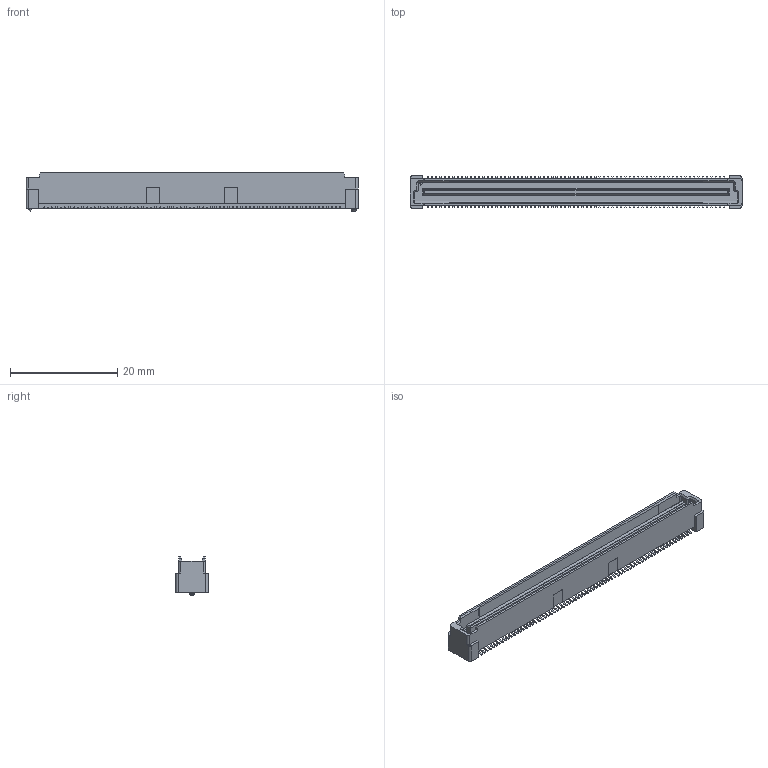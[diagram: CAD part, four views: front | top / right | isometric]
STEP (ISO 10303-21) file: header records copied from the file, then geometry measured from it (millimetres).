
FILE_DESCRIPTION((''),'2;1');
FILE_NAME('C-2-5177986-6','2017-08-08T',('workeradm'),('Tyco Electronics Ltd.'),'CREO PARAMETRIC BY PTC INC, 2016050','CREO PARAMETRIC BY PTC INC, 2016050','');
FILE_SCHEMA(('AUTOMOTIVE_DESIGN { 1 0 10303 214 1 1 1 1 }'));
Length unit declared in the file: millimetre
Products named in the file (1): C-2-5177986-6
Bounding box: 61.8 x 6 x 7.1 mm (x, y, z)
Volume: 1284.3 mm3; surface area: 2342.3 mm2
Topology: 1 solids, 1 shells, 1399 faces, 3721 edges, 2466 vertices
Faces by surface type: plane 1361, cylinder 24, cone 14
Entity records: 42597 total; most frequent: CARTESIAN_POINT 7686, ORIENTED_EDGE 7438, DIRECTION 6539, EDGE_CURVE 3719, VECTOR 3653, LINE 3653, VERTEX_POINT 2466, EDGE_LOOP 1543
